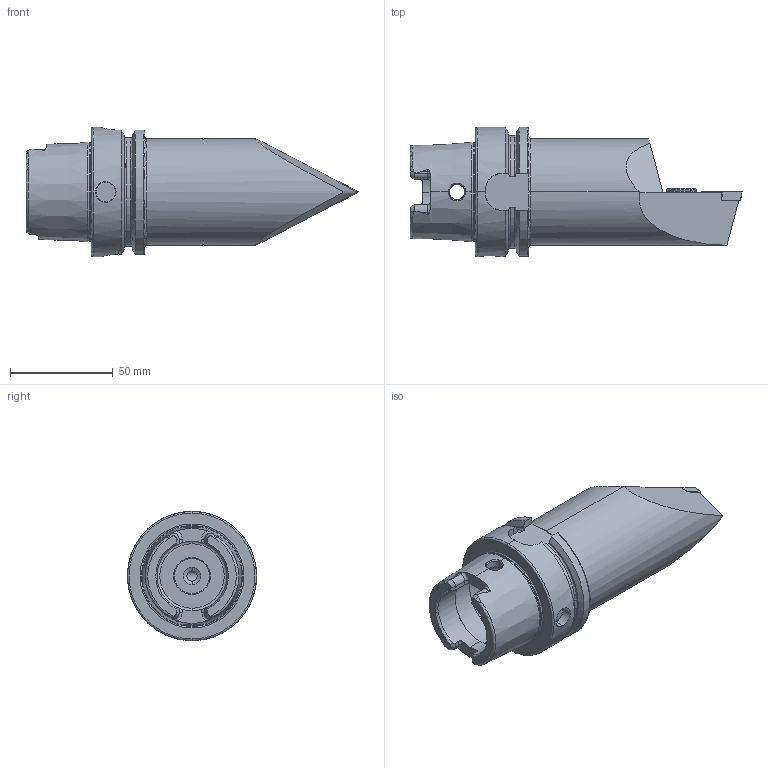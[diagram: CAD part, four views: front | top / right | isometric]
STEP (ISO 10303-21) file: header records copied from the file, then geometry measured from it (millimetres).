
FILE_DESCRIPTION (( 'STEP AP214' ), '1' );
FILE_NAME ('-KD..NNA.130-HP.STEP', '2021-12-06T07:32:18', ( '' ), ( '' ), 'SwSTEP 2.0', 'SolidWorks 2017', '' );
FILE_SCHEMA (( 'AUTOMOTIVE_DESIGN' ));
Length unit declared in the file: millimetre
Products named in the file (10): DCMT11T304; HA6-KDB.NNA.130-HP_E; DIN 3771 - 13x1; ISO 8752 2x8; DIN 7991 - M5x15; WCB-ER2.001.009_A; CHP-ER1.015.006_A; -KD..NNA.130-HP; CHP-ER1.008.014_A; CHP-ER1.015.006
Assembly tree (9 placements, depth 3):
  -KD..NNA.130-HP
    HA6-KDB.NNA.130-HP_E
    CHP-ER1.008.014_A
    CHP-ER1.015.006
      CHP-ER1.015.006_A
      DIN 3771 - 13x1
      DIN 7991 - M5x15
    WCB-ER2.001.009_A
    ISO 8752 2x8
    DCMT11T304
Bounding box: 161.91 x 63 x 63 mm (x, y, z)
Volume: 228050 mm3; surface area: 39443.2 mm2
Topology: 8 solids, 8 shells, 421 faces, 1044 edges, 630 vertices
Faces by surface type: cylinder 120, plane 116, cone 104, torus 51, bspline 28, sphere 2
Entity records: 15584 total; most frequent: CARTESIAN_POINT 4975, ORIENTED_EDGE 2052, DIRECTION 1949, EDGE_CURVE 1026, AXIS2_PLACEMENT_3D 785, VERTEX_POINT 630, EDGE_LOOP 446, FACE_OUTER_BOUND 421
